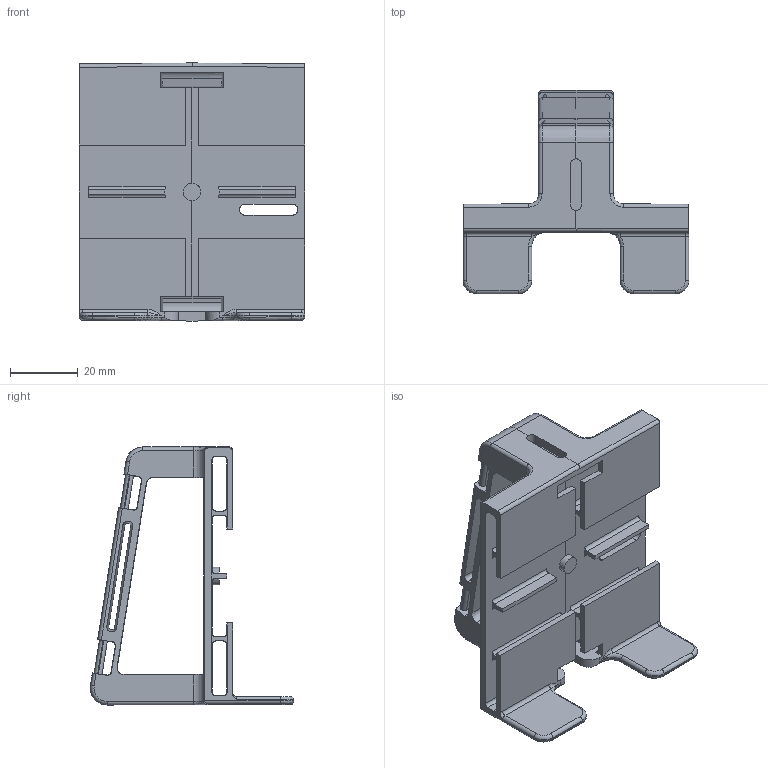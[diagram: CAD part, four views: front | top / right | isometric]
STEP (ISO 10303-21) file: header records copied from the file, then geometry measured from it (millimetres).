
FILE_DESCRIPTION(/* description */ (''),/* implementation_level */ '2;1');
FILE_NAME(/* name */ 'Base.step',/* time_stamp */ '2021-10-06T17:08:23-07:00',/* author */ (''),/* organization */ (''),/* preprocessor_version */ 'ST-DEVELOPER v18.1',/* originating_system */ 'Autodesk Translation Framework v10.10.0.1391',/* authorisation */ '');
FILE_SCHEMA (('AUTOMOTIVE_DESIGN { 1 0 10303 214 3 1 1 }'));
Length unit declared in the file: millimetre
Products named in the file (1): Base
Bounding box: 66.5 x 59.93 x 76 mm (x, y, z)
Volume: 31923.5 mm3; surface area: 30654 mm2
Topology: 1 solids, 1 shells, 267 faces, 735 edges, 459 vertices
Faces by surface type: plane 123, cylinder 92, cone 24, torus 14, bspline 14
Full cylindrical faces by diameter (mm): 5.1 x1
Entity records: 8953 total; most frequent: CARTESIAN_POINT 1988, DIRECTION 1468, ORIENTED_EDGE 1466, EDGE_CURVE 733, AXIS2_PLACEMENT_3D 496, LINE 476, VECTOR 476, VERTEX_POINT 459
